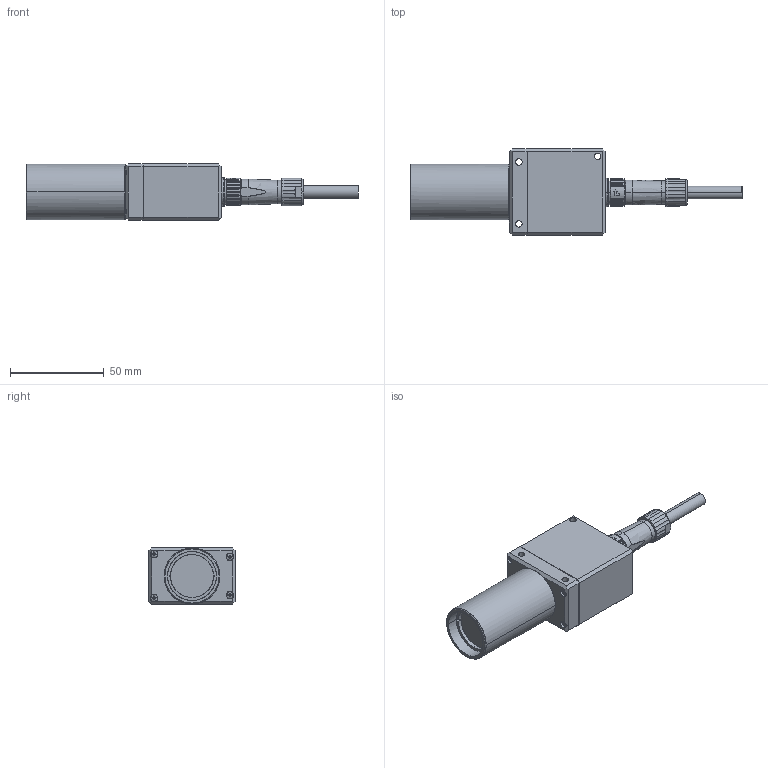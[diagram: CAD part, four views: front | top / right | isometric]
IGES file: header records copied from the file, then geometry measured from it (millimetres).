
Global section: file name: HX-D4; native system: VariCAD 2016-1.06; preprocessor: 5.3; author: WVAD0168S00J; organization: Sadaomi Yasuda; date: 20160620.124317; units: millimetre
Bounding box: 176.9 x 46 x 30 mm (x, y, z)
Surface area: 21033 mm2 (no closed solid volume)
Topology: 0 solids, 0 shells, 608 faces, 3124 edges, 2930 vertices
Faces by surface type: revolution 345, bspline 263
